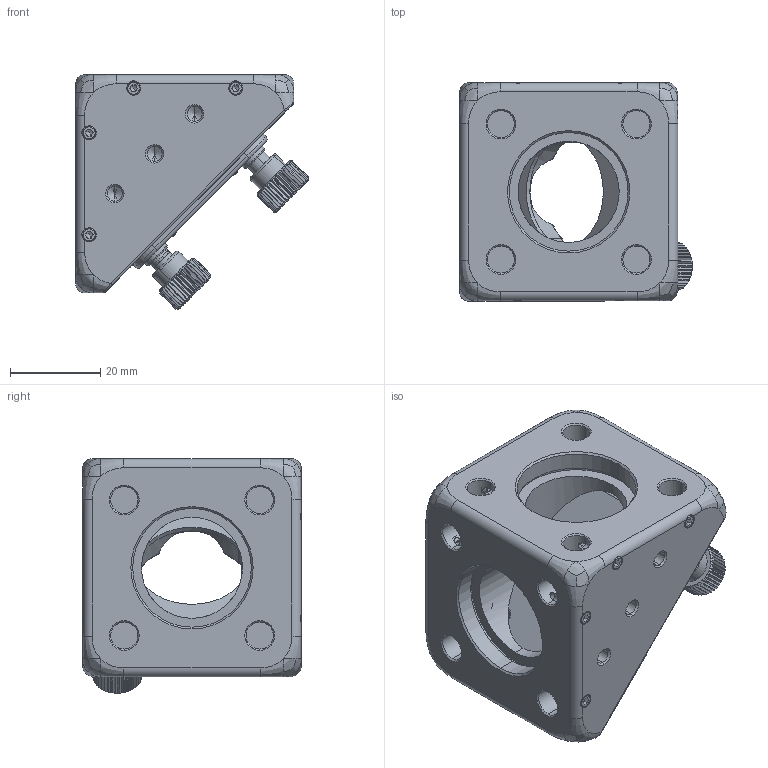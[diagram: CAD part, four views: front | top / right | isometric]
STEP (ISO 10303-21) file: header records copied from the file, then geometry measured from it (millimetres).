
FILE_DESCRIPTION (( 'STEP AP203' ), '1' );
FILE_NAME ('CSRA1-BC.STEP', '2025-06-18T02:28:32', ( '' ), ( '' ), 'SwSTEP 2.0', 'SolidWorks 2020', '' );
FILE_SCHEMA (( 'CONFIG_CONTROL_DESIGN' ));
Products named in the file (1): CSRA1-BC
Bounding box: 51.55 x 48.3 x 51.93 mm (x, y, z)
Volume: 46720 mm3; surface area: 24266.2 mm2
Topology: 28 solids, 28 shells, 1352 faces, 3506 edges, 2181 vertices
Faces by surface type: plane 632, cylinder 297, cone 228, bspline 146, torus 33, sphere 16
Entity records: 62016 total; most frequent: CARTESIAN_POINT 30647, ORIENTED_EDGE 6812, DIRECTION 5971, EDGE_CURVE 3406, VERTEX_POINT 2175, AXIS2_PLACEMENT_3D 2112, VECTOR 1747, LINE 1747
